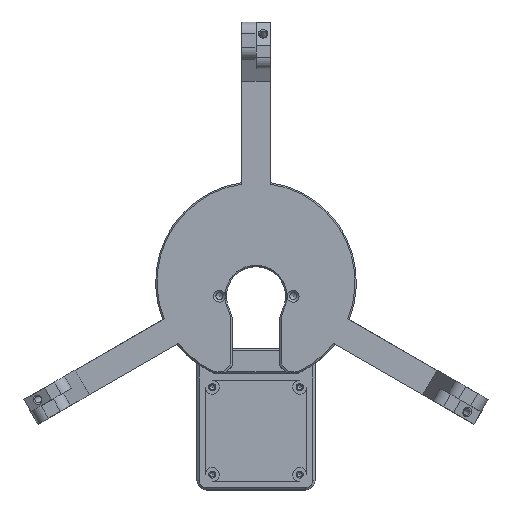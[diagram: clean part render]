
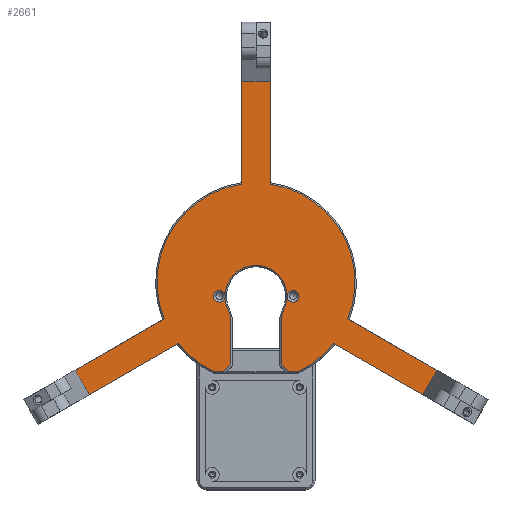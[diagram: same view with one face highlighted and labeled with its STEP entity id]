
A CAD part, top view. The second image highlights one B-rep face of the part: STEP entity #2661.
In plain terms, the highlighted planar face has unit normal (0, 0, 1).
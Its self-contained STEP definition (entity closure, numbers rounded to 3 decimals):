
#43=FACE_BOUND('',#544,.T.);
#160=CIRCLE('',#2845,41.9);
#162=CIRCLE('',#2848,41.9);
#163=CIRCLE('',#2850,41.9);
#164=CIRCLE('',#2855,41.9);
#165=CIRCLE('',#2860,13.1);
#167=CIRCLE('',#2862,13.1);
#168=CIRCLE('',#2867,2.5);
#170=CIRCLE('',#2869,2.5);
#174=CIRCLE('',#2879,2.5);
#381=FACE_OUTER_BOUND('',#543,.T.);
#543=EDGE_LOOP('',(#2357,#2358,#2359,#2360,#2361,#2362,#2363,#2364,#2365,
#2366,#2367,#2368,#2369,#2370,#2371,#2372,#2373,#2374,#2375,#2376,#2377,
#2378,#2379,#2380,#2381));
#544=EDGE_LOOP('',(#2382));
#608=LINE('',#3995,#849);
#610=LINE('',#3999,#851);
#614=LINE('',#4009,#855);
#618=LINE('',#4019,#859);
#702=LINE('',#4384,#943);
#707=LINE('',#4392,#948);
#709=LINE('',#4431,#950);
#712=LINE('',#4435,#953);
#723=LINE('',#4476,#964);
#736=LINE('',#4513,#977);
#742=LINE('',#4526,#983);
#749=LINE('',#4548,#990);
#762=LINE('',#4585,#1003);
#768=LINE('',#4598,#1009);
#775=LINE('',#4620,#1016);
#779=LINE('',#4634,#1020);
#780=LINE('',#4635,#1021);
#849=VECTOR('',#3122,10.);
#851=VECTOR('',#3126,10.);
#855=VECTOR('',#3134,10.);
#859=VECTOR('',#3140,10.);
#943=VECTOR('',#3426,10.);
#948=VECTOR('',#3435,10.);
#950=VECTOR('',#3457,10.);
#953=VECTOR('',#3462,10.);
#964=VECTOR('',#3511,10.);
#977=VECTOR('',#3544,10.);
#983=VECTOR('',#3558,10.);
#990=VECTOR('',#3585,10.);
#1003=VECTOR('',#3618,10.);
#1009=VECTOR('',#3632,10.);
#1016=VECTOR('',#3659,10.);
#1020=VECTOR('',#3671,10.);
#1021=VECTOR('',#3672,10.);
#1104=VERTEX_POINT('',#3989);
#1106=VERTEX_POINT('',#3993);
#1107=VERTEX_POINT('',#3997);
#1110=VERTEX_POINT('',#4006);
#1111=VERTEX_POINT('',#4008);
#1113=VERTEX_POINT('',#4015);
#1198=VERTEX_POINT('',#4355);
#1200=VERTEX_POINT('',#4363);
#1201=VERTEX_POINT('',#4367);
#1202=VERTEX_POINT('',#4373);
#1203=VERTEX_POINT('',#4377);
#1204=VERTEX_POINT('',#4383);
#1205=VERTEX_POINT('',#4391);
#1206=VERTEX_POINT('',#4397);
#1207=VERTEX_POINT('',#4407);
#1208=VERTEX_POINT('',#4408);
#1209=VERTEX_POINT('',#4415);
#1212=VERTEX_POINT('',#4424);
#1214=VERTEX_POINT('',#4441);
#1221=VERTEX_POINT('',#4466);
#1223=VERTEX_POINT('',#4475);
#1237=VERTEX_POINT('',#4511);
#1245=VERTEX_POINT('',#4547);
#1259=VERTEX_POINT('',#4583);
#1267=VERTEX_POINT('',#4619);
#1273=VERTEX_POINT('',#4633);
#1379=EDGE_CURVE('',#1106,#1104,#608,.T.);
#1381=EDGE_CURVE('',#1107,#1106,#610,.T.);
#1385=EDGE_CURVE('',#1110,#1111,#614,.T.);
#1390=EDGE_CURVE('',#1113,#1110,#618,.T.);
#1523=EDGE_CURVE('',#1198,#1113,#160,.T.);
#1526=EDGE_CURVE('',#1200,#1201,#162,.T.);
#1529=EDGE_CURVE('',#1202,#1203,#163,.T.);
#1531=EDGE_CURVE('',#1111,#1204,#702,.T.);
#1536=EDGE_CURVE('',#1104,#1205,#707,.T.);
#1539=EDGE_CURVE('',#1205,#1206,#164,.T.);
#1542=EDGE_CURVE('',#1208,#1209,#165,.T.);
#1546=EDGE_CURVE('',#1212,#1207,#167,.T.);
#1547=EDGE_CURVE('',#1209,#1107,#709,.T.);
#1550=EDGE_CURVE('',#1204,#1212,#712,.T.);
#1553=EDGE_CURVE('',#1214,#1207,#168,.T.);
#1556=EDGE_CURVE('',#1208,#1214,#170,.T.);
#1565=EDGE_CURVE('',#1221,#1221,#174,.T.);
#1569=EDGE_CURVE('',#1223,#1201,#723,.T.);
#1588=EDGE_CURVE('',#1237,#1198,#736,.T.);
#1595=EDGE_CURVE('',#1223,#1237,#742,.T.);
#1605=EDGE_CURVE('',#1245,#1203,#749,.T.);
#1624=EDGE_CURVE('',#1259,#1200,#762,.T.);
#1631=EDGE_CURVE('',#1245,#1259,#768,.T.);
#1641=EDGE_CURVE('',#1267,#1206,#775,.T.);
#1648=EDGE_CURVE('',#1273,#1202,#779,.T.);
#1649=EDGE_CURVE('',#1267,#1273,#780,.T.);
#2357=ORIENTED_EDGE('',*,*,#1379,.F.);
#2358=ORIENTED_EDGE('',*,*,#1381,.F.);
#2359=ORIENTED_EDGE('',*,*,#1547,.F.);
#2360=ORIENTED_EDGE('',*,*,#1542,.F.);
#2361=ORIENTED_EDGE('',*,*,#1556,.T.);
#2362=ORIENTED_EDGE('',*,*,#1553,.T.);
#2363=ORIENTED_EDGE('',*,*,#1546,.F.);
#2364=ORIENTED_EDGE('',*,*,#1550,.F.);
#2365=ORIENTED_EDGE('',*,*,#1531,.F.);
#2366=ORIENTED_EDGE('',*,*,#1385,.F.);
#2367=ORIENTED_EDGE('',*,*,#1390,.F.);
#2368=ORIENTED_EDGE('',*,*,#1523,.F.);
#2369=ORIENTED_EDGE('',*,*,#1588,.F.);
#2370=ORIENTED_EDGE('',*,*,#1595,.F.);
#2371=ORIENTED_EDGE('',*,*,#1569,.T.);
#2372=ORIENTED_EDGE('',*,*,#1526,.F.);
#2373=ORIENTED_EDGE('',*,*,#1624,.F.);
#2374=ORIENTED_EDGE('',*,*,#1631,.F.);
#2375=ORIENTED_EDGE('',*,*,#1605,.T.);
#2376=ORIENTED_EDGE('',*,*,#1529,.F.);
#2377=ORIENTED_EDGE('',*,*,#1648,.F.);
#2378=ORIENTED_EDGE('',*,*,#1649,.F.);
#2379=ORIENTED_EDGE('',*,*,#1641,.T.);
#2380=ORIENTED_EDGE('',*,*,#1539,.F.);
#2381=ORIENTED_EDGE('',*,*,#1536,.F.);
#2382=ORIENTED_EDGE('',*,*,#1565,.T.);
#2522=PLANE('',#2935);
#2661=ADVANCED_FACE('',(#381,#43),#2522,.T.);
#2845=AXIS2_PLACEMENT_3D('',#4360,#3412,#3413);
#2848=AXIS2_PLACEMENT_3D('',#4368,#3418,#3419);
#2850=AXIS2_PLACEMENT_3D('',#4378,#3422,#3423);
#2855=AXIS2_PLACEMENT_3D('',#4401,#3438,#3439);
#2860=AXIS2_PLACEMENT_3D('',#4416,#3449,#3450);
#2862=AXIS2_PLACEMENT_3D('',#4429,#3453,#3454);
#2867=AXIS2_PLACEMENT_3D('',#4442,#3469,#3470);
#2869=AXIS2_PLACEMENT_3D('',#4446,#3474,#3475);
#2879=AXIS2_PLACEMENT_3D('',#4467,#3499,#3500);
#2935=AXIS2_PLACEMENT_3D('',#4632,#3669,#3670);
#3122=DIRECTION('',(-0.707,-0.707,0.));
#3126=DIRECTION('',(0.,-1.,0.));
#3134=DIRECTION('',(-0.707,0.707,0.));
#3140=DIRECTION('',(-1.,0.,0.));
#3412=DIRECTION('center_axis',(0.,0.,-1.));
#3413=DIRECTION('ref_axis',(1.,0.,0.));
#3418=DIRECTION('center_axis',(0.,0.,-1.));
#3419=DIRECTION('ref_axis',(1.,0.,0.));
#3422=DIRECTION('center_axis',(0.,0.,-1.));
#3423=DIRECTION('ref_axis',(1.,0.,0.));
#3426=DIRECTION('',(0.,1.,0.));
#3435=DIRECTION('',(-1.,0.,0.));
#3438=DIRECTION('center_axis',(0.,0.,-1.));
#3439=DIRECTION('ref_axis',(1.,0.,0.));
#3449=DIRECTION('center_axis',(0.,0.,1.));
#3450=DIRECTION('ref_axis',(1.,0.,0.));
#3453=DIRECTION('center_axis',(0.,0.,1.));
#3454=DIRECTION('ref_axis',(1.,0.,0.));
#3457=DIRECTION('',(0.278,-0.961,0.));
#3462=DIRECTION('',(0.278,0.961,0.));
#3469=DIRECTION('center_axis',(0.,0.,-1.));
#3470=DIRECTION('ref_axis',(1.,0.,0.));
#3474=DIRECTION('center_axis',(0.,0.,-1.));
#3475=DIRECTION('ref_axis',(1.,0.,0.));
#3499=DIRECTION('center_axis',(0.,0.,-1.));
#3500=DIRECTION('ref_axis',(1.,0.,0.));
#3511=DIRECTION('',(-0.866,0.5,0.));
#3544=DIRECTION('',(-0.866,0.5,0.));
#3558=DIRECTION('',(-0.5,-0.866,0.));
#3585=DIRECTION('',(0.,-1.,0.));
#3618=DIRECTION('',(0.,-1.,0.));
#3632=DIRECTION('',(1.,0.,0.));
#3659=DIRECTION('',(0.866,0.5,0.));
#3669=DIRECTION('center_axis',(0.,0.,1.));
#3670=DIRECTION('ref_axis',(0.866,0.5,0.));
#3671=DIRECTION('',(0.866,0.5,0.));
#3672=DIRECTION('',(-0.5,0.866,0.));
#3989=CARTESIAN_POINT('',(-13.814,-37.9,20.));
#3993=CARTESIAN_POINT('',(-10.6,-34.686,20.));
#3995=CARTESIAN_POINT('',(-29.659,-53.745,20.));
#3997=CARTESIAN_POINT('',(-10.6,-15.585,20.));
#3999=CARTESIAN_POINT('',(-10.6,-10.,20.));
#4006=CARTESIAN_POINT('',(13.814,-37.9,20.));
#4008=CARTESIAN_POINT('',(10.6,-34.686,20.));
#4009=CARTESIAN_POINT('',(-5.647,-18.439,20.));
#4015=CARTESIAN_POINT('',(17.866,-37.9,20.));
#4019=CARTESIAN_POINT('',(0.,-37.9,20.));
#4355=CARTESIAN_POINT('',(32.912,-25.93,20.));
#4360=CARTESIAN_POINT('Origin',(0.,0.,20.));
#4363=CARTESIAN_POINT('',(6.,41.468,20.));
#4367=CARTESIAN_POINT('',(38.912,-15.538,20.));
#4368=CARTESIAN_POINT('Origin',(0.,0.,20.));
#4373=CARTESIAN_POINT('',(-38.912,-15.538,20.));
#4377=CARTESIAN_POINT('',(-6.,41.468,20.));
#4378=CARTESIAN_POINT('Origin',(0.,0.,20.));
#4383=CARTESIAN_POINT('',(10.6,-15.585,20.));
#4384=CARTESIAN_POINT('',(10.6,-10.,20.));
#4391=CARTESIAN_POINT('',(-17.866,-37.9,20.));
#4392=CARTESIAN_POINT('',(0.,-37.9,20.));
#4397=CARTESIAN_POINT('',(-32.912,-25.93,20.));
#4401=CARTESIAN_POINT('Origin',(0.,0.,20.));
#4407=CARTESIAN_POINT('',(-13.082,-5.316,20.));
#4408=CARTESIAN_POINT('',(-13.082,-6.684,20.));
#4415=CARTESIAN_POINT('',(-11.628,-12.034,20.));
#4416=CARTESIAN_POINT('Origin',(0.,-6.,20.));
#4424=CARTESIAN_POINT('',(11.627,-12.035,20.));
#4429=CARTESIAN_POINT('Origin',(0.,-6.,20.));
#4431=CARTESIAN_POINT('',(-12.527,-8.928,20.));
#4435=CARTESIAN_POINT('',(12.527,-8.928,20.));
#4441=CARTESIAN_POINT('',(-17.987,-6.,20.));
#4442=CARTESIAN_POINT('Origin',(-15.487,-6.,20.));
#4446=CARTESIAN_POINT('Origin',(-15.487,-6.,20.));
#4466=CARTESIAN_POINT('',(13.203,-6.,20.));
#4467=CARTESIAN_POINT('Origin',(15.703,-6.,20.));
#4475=CARTESIAN_POINT('',(76.612,-37.304,20.));
#4476=CARTESIAN_POINT('',(76.612,-37.304,20.));
#4511=CARTESIAN_POINT('',(70.612,-47.696,20.));
#4513=CARTESIAN_POINT('',(70.612,-47.696,20.));
#4526=CARTESIAN_POINT('',(76.612,-37.304,20.));
#4547=CARTESIAN_POINT('',(-6.,85.,20.));
#4548=CARTESIAN_POINT('',(-6.,85.,20.));
#4583=CARTESIAN_POINT('',(6.,85.,20.));
#4585=CARTESIAN_POINT('',(6.,85.,20.));
#4598=CARTESIAN_POINT('',(-6.,85.,20.));
#4619=CARTESIAN_POINT('',(-70.612,-47.696,20.));
#4620=CARTESIAN_POINT('',(-70.612,-47.696,20.));
#4632=CARTESIAN_POINT('Origin',(-70.612,-47.696,20.));
#4633=CARTESIAN_POINT('',(-76.612,-37.304,20.));
#4634=CARTESIAN_POINT('',(-76.612,-37.304,20.));
#4635=CARTESIAN_POINT('',(-70.612,-47.696,20.));
